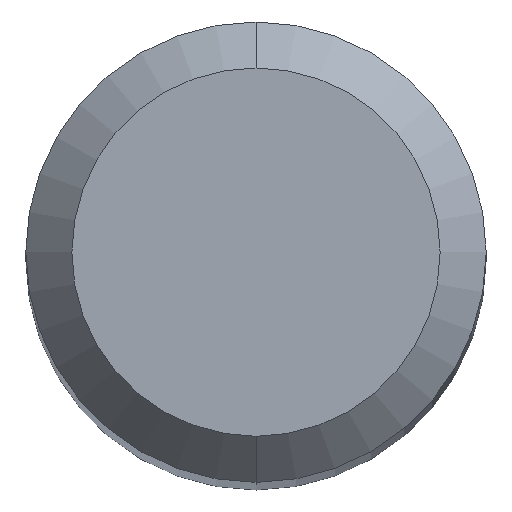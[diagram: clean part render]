
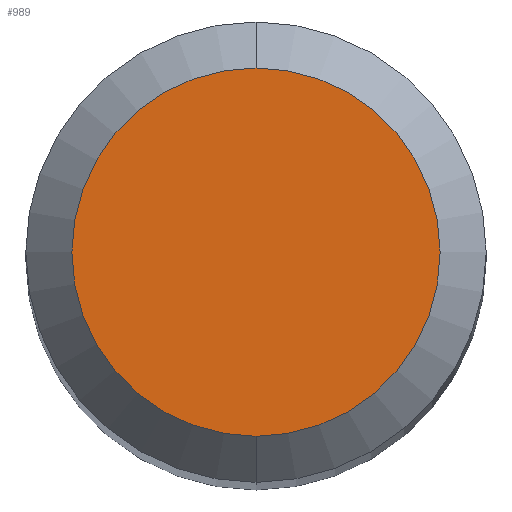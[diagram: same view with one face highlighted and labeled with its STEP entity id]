
A CAD part, top view. The second image highlights one B-rep face of the part: STEP entity #989.
In plain terms, the highlighted planar face has unit normal (0, 0, 1).
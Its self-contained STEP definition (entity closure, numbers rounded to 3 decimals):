
#379=EDGE_CURVE('',#755,#787,#1063,.T.);
#639=EDGE_CURVE('',#787,#755,#1342,.T.);
#755=VERTEX_POINT('',#1471);
#787=VERTEX_POINT('',#1506);
#989=ADVANCED_FACE('',(#1731),#1732,.T.);
#1063=CIRCLE('',#1925,1.2);
#1342=CIRCLE('',#3851,1.2);
#1471=CARTESIAN_POINT('',(0.,-1.2,0.0));
#1506=CARTESIAN_POINT('',(0.0,1.2,0.0));
#1731=FACE_OUTER_BOUND('',#9972,.T.);
#1732=PLANE('',#9973);
#1925=AXIS2_PLACEMENT_3D('',#10245,#10246,#10247);
#3851=AXIS2_PLACEMENT_3D('',#10497,#10498,#10499);
#9972=EDGE_LOOP('',(#10951,#10952));
#9973=AXIS2_PLACEMENT_3D('',#10953,#10954,#10955);
#10245=CARTESIAN_POINT('',(0.0,0.0,0.0));
#10246=DIRECTION('',(0.0,0.0,-1.0));
#10247=DIRECTION('',(0.0,1.0,0.0));
#10497=CARTESIAN_POINT('',(0.0,0.0,0.0));
#10498=DIRECTION('',(0.0,0.0,-1.0));
#10499=DIRECTION('',(0.0,1.0,0.0));
#10951=ORIENTED_EDGE('',*,*,#639,.F.);
#10952=ORIENTED_EDGE('',*,*,#379,.F.);
#10953=CARTESIAN_POINT('',(0.0,0.6,0.0));
#10954=DIRECTION('',(-0.0,0.0,1.0));
#10955=DIRECTION('',(0.0,-1.0,0.0));
